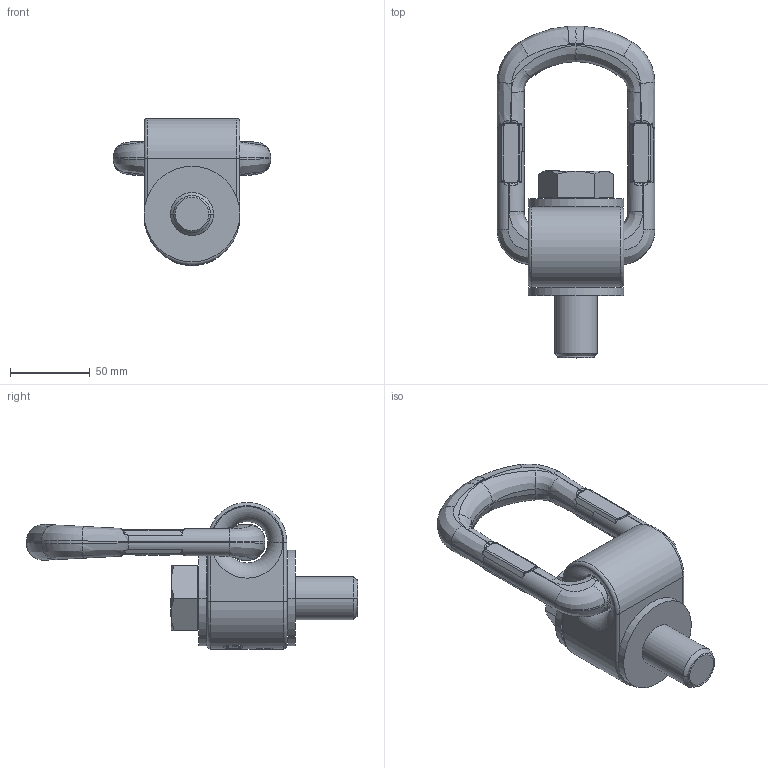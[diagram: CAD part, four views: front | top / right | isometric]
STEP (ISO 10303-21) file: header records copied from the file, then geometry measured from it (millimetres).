
FILE_DESCRIPTION((''),'2;1');
FILE_NAME('001-M31230-P-1_ASM','2004-10-11T',('Haas'),(''),'PRO/ENGINEER BY PARAMETRIC TECHNOLOGY CORPORATION, 2003450','PRO/ENGINEER BY PARAMETRIC TECHNOLOGY CORPORATION, 2003450','');
FILE_SCHEMA(('CONFIG_CONTROL_DESIGN'));
Length unit declared in the file: millimetre
Products named in the file (5): 001-M31230-RT1; 001-M31216-RT2; 001-M31230-BA1; 001-M31231-RT1; 001-M31230-P-1_ASM
Assembly tree (4 placements, depth 2):
  001-M31230-P-1_ASM
    001-M31230-RT1
    001-M31216-RT2
    001-M31230-BA1
    001-M31231-RT1
Bounding box: 99 x 208.35 x 92.3 mm (x, y, z)
Volume: 398321.9 mm3; surface area: 94159 mm2
Topology: 4 solids, 5 shells, 698 faces, 1782 edges, 1115 vertices
Faces by surface type: plane 390, bspline 172, cylinder 94, torus 30, cone 12
Entity records: 30236 total; most frequent: CARTESIAN_POINT 14733, ORIENTED_EDGE 3560, DIRECTION 2656, EDGE_CURVE 1782, VERTEX_POINT 1115, VECTOR 938, LINE 938, AXIS2_PLACEMENT_3D 859
